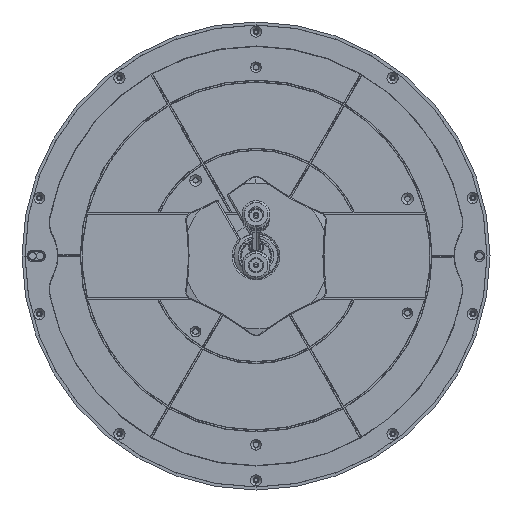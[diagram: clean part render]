
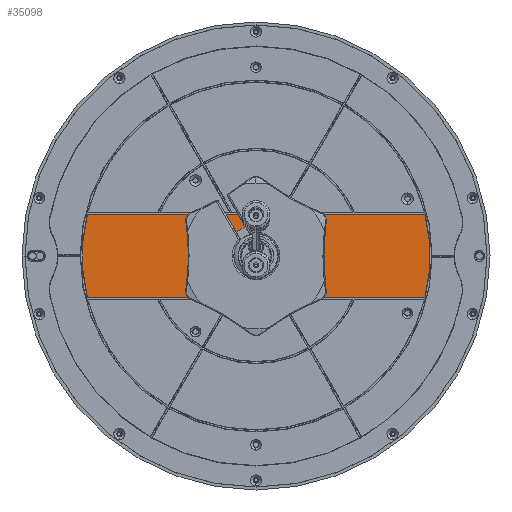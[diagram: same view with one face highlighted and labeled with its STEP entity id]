
A CAD part, front view. The second image highlights one B-rep face of the part: STEP entity #35098.
In plain terms, the highlighted planar face has unit normal (0, -1, 0).
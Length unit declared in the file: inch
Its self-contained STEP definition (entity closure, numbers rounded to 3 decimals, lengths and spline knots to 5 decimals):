
#495 = LINE ( 'NONE', #19577, #4501 ) ;
#1702 = CARTESIAN_POINT ( 'NONE',  ( 0., 0.00787, 0.68898 ) ) ;
#3177 = CARTESIAN_POINT ( 'NONE',  ( 0., 0.00787, 0. ) ) ;
#4501 = VECTOR ( 'NONE', #42070, 39.37008 ) ;
#4702 = PLANE ( 'NONE',  #41843 ) ;
#5427 = DIRECTION ( 'NONE',  ( 0., -1., 0. ) ) ;
#6806 = EDGE_LOOP ( 'NONE', ( #17184, #41517, #36133, #47508 ) ) ;
#7958 = VERTEX_POINT ( 'NONE', #47817 ) ;
#8130 = FACE_OUTER_BOUND ( 'NONE', #6806, .T. ) ;
#8670 = VERTEX_POINT ( 'NONE', #34752 ) ;
#8867 = DIRECTION ( 'NONE',  ( 0., 1., 0. ) ) ;
#9145 = CIRCLE ( 'NONE', #16933, 0.68898 ) ;
#9956 = DIRECTION ( 'NONE',  ( 0., 0., -1. ) ) ;
#10079 = EDGE_CURVE ( 'NONE', #44826, #39714, #33443, .T. ) ;
#11795 = CARTESIAN_POINT ( 'NONE',  ( 0., 0.00787, 0. ) ) ;
#12760 = VECTOR ( 'NONE', #21505, 39.37008 ) ;
#13333 = DIRECTION ( 'NONE',  ( 0., -1., 0. ) ) ;
#13979 = AXIS2_PLACEMENT_3D ( 'NONE', #32423, #17778, #9956 ) ;
#15101 = CIRCLE ( 'NONE', #25293, 3.88976 ) ;
#15297 = AXIS2_PLACEMENT_3D ( 'NONE', #3177, #47911, #25187 ) ;
#16933 = AXIS2_PLACEMENT_3D ( 'NONE', #42350, #8867, #20109 ) ;
#17044 = CARTESIAN_POINT ( 'NONE',  ( -3.77233, 0.00787, 0.93701 ) ) ;
#17184 = ORIENTED_EDGE ( 'NONE', *, *, #26200, .T. ) ;
#17778 = DIRECTION ( 'NONE',  ( 0., -1., 0. ) ) ;
#17900 = EDGE_CURVE ( 'NONE', #39714, #8670, #15101, .T. ) ;
#18881 = EDGE_LOOP ( 'NONE', ( #25878, #46048 ) ) ;
#19577 = CARTESIAN_POINT ( 'NONE',  ( 3.77815, 0.00787, -0.93701 ) ) ;
#19619 = DIRECTION ( 'NONE',  ( 0., 0., -1. ) ) ;
#20053 = EDGE_CURVE ( 'NONE', #33673, #46010, #37084, .T. ) ;
#20109 = DIRECTION ( 'NONE',  ( 0., 0., 1. ) ) ;
#21505 = DIRECTION ( 'NONE',  ( -1., 0., 0. ) ) ;
#25187 = DIRECTION ( 'NONE',  ( 0., 0., 1. ) ) ;
#25252 = EDGE_CURVE ( 'NONE', #8670, #7958, #495, .T. ) ;
#25293 = AXIS2_PLACEMENT_3D ( 'NONE', #31890, #13333, #46829 ) ;
#25878 = ORIENTED_EDGE ( 'NONE', *, *, #36439, .T. ) ;
#26200 = EDGE_CURVE ( 'NONE', #7958, #44826, #28801, .T. ) ;
#28801 = CIRCLE ( 'NONE', #13979, 3.88976 ) ;
#28825 = CARTESIAN_POINT ( 'NONE',  ( 0.0031, 0.00787, 0.93701 ) ) ;
#31890 = CARTESIAN_POINT ( 'NONE',  ( 0.00307, 0.00787, 0.00075 ) ) ;
#32423 = CARTESIAN_POINT ( 'NONE',  ( 0.00312, 0.00787, 0.00075 ) ) ;
#33443 = LINE ( 'NONE', #28825, #12760 ) ;
#33673 = VERTEX_POINT ( 'NONE', #43907 ) ;
#34752 = CARTESIAN_POINT ( 'NONE',  ( -3.77196, 0.00787, -0.93701 ) ) ;
#35098 = ADVANCED_FACE ( 'NONE', ( #8130, #46029 ), #4702, .T. ) ;
#36133 = ORIENTED_EDGE ( 'NONE', *, *, #17900, .T. ) ;
#36439 = EDGE_CURVE ( 'NONE', #46010, #33673, #9145, .T. ) ;
#37084 = CIRCLE ( 'NONE', #15297, 0.68898 ) ;
#39714 = VERTEX_POINT ( 'NONE', #17044 ) ;
#40816 = CARTESIAN_POINT ( 'NONE',  ( 3.77852, 0.00787, 0.93701 ) ) ;
#41517 = ORIENTED_EDGE ( 'NONE', *, *, #10079, .T. ) ;
#41843 = AXIS2_PLACEMENT_3D ( 'NONE', #11795, #5427, #19619 ) ;
#42070 = DIRECTION ( 'NONE',  ( 1., 0., 0. ) ) ;
#42350 = CARTESIAN_POINT ( 'NONE',  ( 0., 0.00787, 0. ) ) ;
#43907 = CARTESIAN_POINT ( 'NONE',  ( 0., 0.00787, -0.68898 ) ) ;
#44826 = VERTEX_POINT ( 'NONE', #40816 ) ;
#46010 = VERTEX_POINT ( 'NONE', #1702 ) ;
#46029 = FACE_BOUND ( 'NONE', #18881, .T. ) ;
#46048 = ORIENTED_EDGE ( 'NONE', *, *, #20053, .T. ) ;
#46829 = DIRECTION ( 'NONE',  ( 1., 0., 0. ) ) ;
#47508 = ORIENTED_EDGE ( 'NONE', *, *, #25252, .T. ) ;
#47817 = CARTESIAN_POINT ( 'NONE',  ( 3.77815, 0.00787, -0.93701 ) ) ;
#47911 = DIRECTION ( 'NONE',  ( 0., 1., 0. ) ) ;
